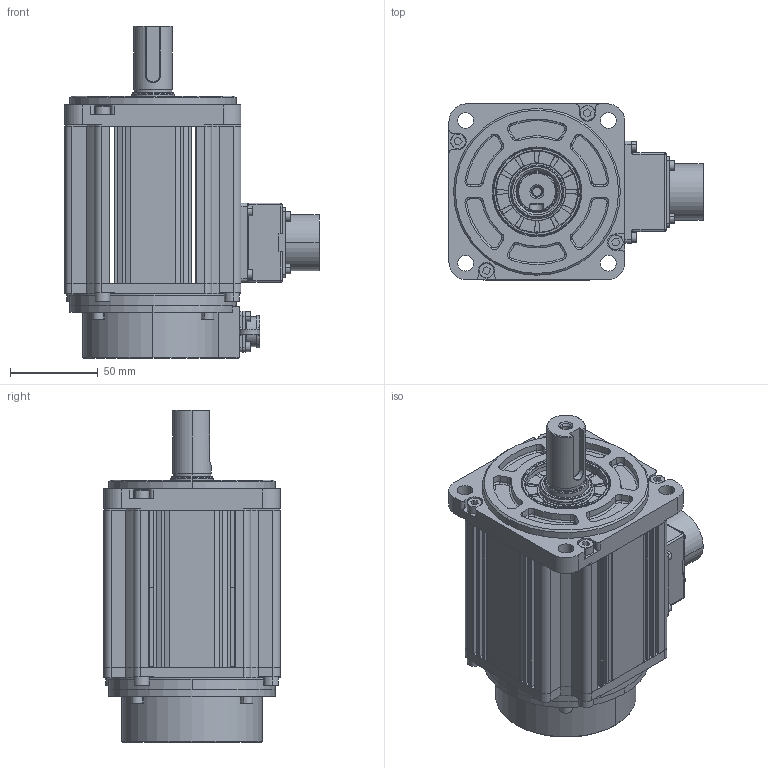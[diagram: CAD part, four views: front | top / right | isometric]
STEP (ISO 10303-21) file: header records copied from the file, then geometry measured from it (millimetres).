
FILE_DESCRIPTION (( 'STEP AP203' ), '1' );
FILE_NAME ('MS6S-100TL30B2-21P0.STEP', '2023-05-10T03:14:43', ( '' ), ( '' ), 'SwSTEP 2.0', 'SolidWorks 2016', '' );
FILE_SCHEMA (( 'CONFIG_CONTROL_DESIGN' ));
Length unit declared in the file: millimetre
Products named in the file (1): MS6S-100TL30B2-21P0
Bounding box: 144.8 x 100.3 x 189.2 mm (x, y, z)
Surface area: 114924.5 mm2 (no closed solid volume)
Topology: 0 solids, 42 shells, 963 faces, 3073 edges, 2136 vertices
Faces by surface type: plane 458, cylinder 313, torus 108, cone 46, bspline 34, sphere 4
Entity records: 36170 total; most frequent: CARTESIAN_POINT 9131, DIRECTION 5743, ORIENTED_EDGE 5101, EDGE_CURVE 3069, VERTEX_POINT 2136, AXIS2_PLACEMENT_3D 2050, VECTOR 1643, LINE 1643
